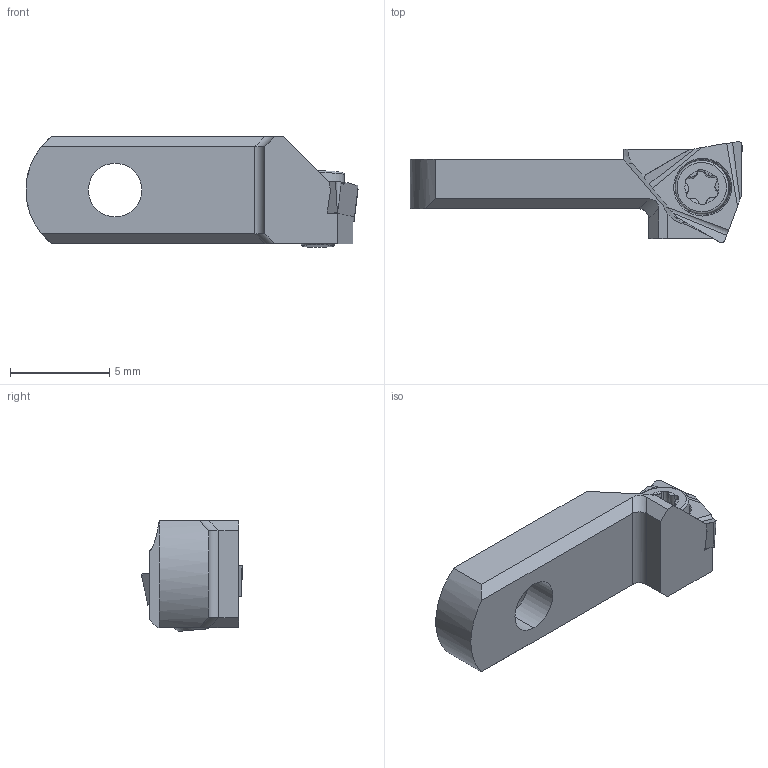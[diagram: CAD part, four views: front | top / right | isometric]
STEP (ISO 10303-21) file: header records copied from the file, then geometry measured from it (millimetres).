
FILE_DESCRIPTION (( 'STEP AP203' ), '1' );
FILE_NAME ('T02.005.017.002.STEP', '2024-08-30T10:28:17', ( '' ), ( '' ), 'SwSTEP 2.0', 'SolidWorks 2022', '' );
FILE_SCHEMA (( 'CONFIG_CONTROL_DESIGN' ));
Length unit declared in the file: millimetre
Products named in the file (4): WWA-SFH.020.004; F14-WWA.001.004_C; WWA-ER2.001.004_A; T02.005.017.002
Assembly tree (3 placements, depth 2):
  T02.005.017.002
    F14-WWA.001.004_C
    WWA-SFH.020.004
    WWA-ER2.001.004_A
Bounding box: 16.76 x 5.11 x 5.59 mm (x, y, z)
Volume: 199.5 mm3; surface area: 386.5 mm2
Topology: 3 solids, 3 shells, 109 faces, 280 edges, 178 vertices
Faces by surface type: plane 40, cylinder 34, cone 23, torus 12
Entity records: 3783 total; most frequent: CARTESIAN_POINT 759, ORIENTED_EDGE 560, DIRECTION 553, EDGE_CURVE 280, AXIS2_PLACEMENT_3D 210, VERTEX_POINT 178, VECTOR 133, LINE 133
